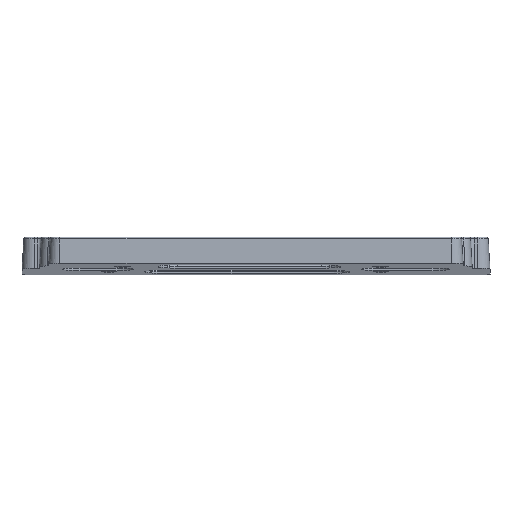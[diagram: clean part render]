
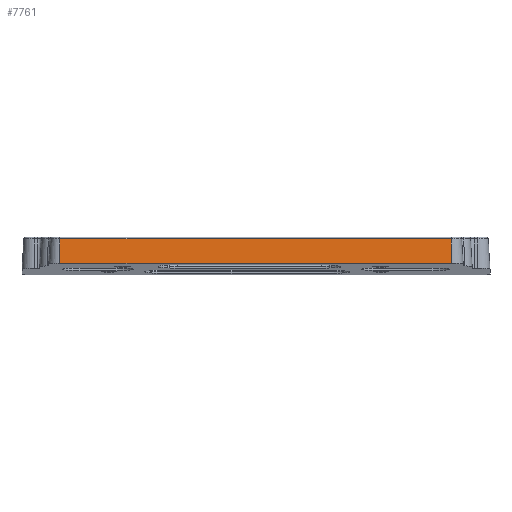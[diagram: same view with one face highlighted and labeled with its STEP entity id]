
A CAD part, front view. The second image highlights one B-rep face of the part: STEP entity #7761.
In plain terms, the highlighted planar face has unit normal (0, -0.998, 0.064).
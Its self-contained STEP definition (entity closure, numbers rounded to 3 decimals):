
#85 = PLANE('',#86);
#86 = AXIS2_PLACEMENT_3D('',#87,#88,#89);
#87 = CARTESIAN_POINT('',(-0.039,1.695,
    -0.119));
#88 = DIRECTION('',(0.,0.07,0.998));
#89 = DIRECTION('',(0.,0.998,-0.07));
#1146 = VERTEX_POINT('',#1147);
#1147 = CARTESIAN_POINT('',(-104.5,-43.893,3.069));
#1162 = B_SPLINE_SURFACE_WITH_KNOTS('',8,1,(
    (#1163,#1164)
    ,(#1165,#1166)
    ,(#1167,#1168)
    ,(#1169,#1170)
    ,(#1171,#1172)
    ,(#1173,#1174)
    ,(#1175,#1176)
    ,(#1177,#1178)
    ,(#1179,#1180
    )),.UNSPECIFIED.,.F.,.F.,.F.,(9,9),(2,2),(3.142,
    4.712),(0.,1.),.PIECEWISE_BEZIER_KNOTS.);
#1163 = CARTESIAN_POINT('',(-109.5,-38.,17.));
#1164 = CARTESIAN_POINT('',(-110.5,-37.907,2.651));
#1165 = CARTESIAN_POINT('',(-109.5,-38.982,17.));
#1166 = CARTESIAN_POINT('',(-110.5,-39.083,
    2.733));
#1167 = CARTESIAN_POINT('',(-109.28,-39.963,
    17.));
#1168 = CARTESIAN_POINT('',(-110.236,-40.258,
    2.815));
#1169 = CARTESIAN_POINT('',(-108.839,-40.888,
    17.));
#1170 = CARTESIAN_POINT('',(-109.707,-41.364,
    2.892));
#1171 = CARTESIAN_POINT('',(-108.196,-41.696,
    17.));
#1172 = CARTESIAN_POINT('',(-108.936,-42.332,
    2.96));
#1173 = CARTESIAN_POINT('',(-107.388,-42.339,
    17.));
#1174 = CARTESIAN_POINT('',(-107.965,-43.102,
    3.014));
#1175 = CARTESIAN_POINT('',(-106.463,-42.78,
    17.));
#1176 = CARTESIAN_POINT('',(-106.856,-43.629,
    3.051));
#1177 = CARTESIAN_POINT('',(-105.482,-43.,17.));
#1178 = CARTESIAN_POINT('',(-105.678,-43.893,
    3.069));
#1179 = CARTESIAN_POINT('',(-104.5,-43.,17.));
#1180 = CARTESIAN_POINT('',(-104.5,-43.893,3.069));
#1188 = EDGE_CURVE('',#1146,#1189,#1191,.T.);
#1189 = VERTEX_POINT('',#1190);
#1190 = CARTESIAN_POINT('',(104.,-43.893,3.069));
#1191 = SURFACE_CURVE('',#1192,(#1196,#1203),.PCURVE_S1.);
#1192 = LINE('',#1193,#1194);
#1193 = CARTESIAN_POINT('',(-104.5,-43.893,3.069));
#1194 = VECTOR('',#1195,1.);
#1195 = DIRECTION('',(1.,0.,0.));
#1196 = PCURVE('',#85,#1197);
#1197 = DEFINITIONAL_REPRESENTATION('',(#1198),#1202);
#1198 = LINE('',#1199,#1200);
#1199 = CARTESIAN_POINT('',(-45.699,104.461));
#1200 = VECTOR('',#1201,1.);
#1201 = DIRECTION('',(0.,-1.));
#1202 = ( GEOMETRIC_REPRESENTATION_CONTEXT(2) 
PARAMETRIC_REPRESENTATION_CONTEXT() REPRESENTATION_CONTEXT('2D SPACE',''
  ) );
#1203 = PCURVE('',#1204,#1209);
#1204 = PLANE('',#1205);
#1205 = AXIS2_PLACEMENT_3D('',#1206,#1207,#1208);
#1206 = CARTESIAN_POINT('',(-104.5,-43.893,3.069));
#1207 = DIRECTION('',(0.,0.998,-0.064));
#1208 = DIRECTION('',(1.,0.,0.));
#1209 = DEFINITIONAL_REPRESENTATION('',(#1210),#1214);
#1210 = LINE('',#1211,#1212);
#1211 = CARTESIAN_POINT('',(0.,0.));
#1212 = VECTOR('',#1213,1.);
#1213 = DIRECTION('',(1.,0.));
#1214 = ( GEOMETRIC_REPRESENTATION_CONTEXT(2) 
PARAMETRIC_REPRESENTATION_CONTEXT() REPRESENTATION_CONTEXT('2D SPACE',''
  ) );
#1233 = B_SPLINE_SURFACE_WITH_KNOTS('',8,1,(
    (#1234,#1235)
    ,(#1236,#1237)
    ,(#1238,#1239)
    ,(#1240,#1241)
    ,(#1242,#1243)
    ,(#1244,#1245)
    ,(#1246,#1247)
    ,(#1248,#1249)
    ,(#1250,#1251
    )),.UNSPECIFIED.,.F.,.F.,.F.,(9,9),(2,2),(4.712,
    6.283),(0.,1.),.PIECEWISE_BEZIER_KNOTS.);
#1234 = CARTESIAN_POINT('',(104.,-43.,17.));
#1235 = CARTESIAN_POINT('',(104.,-43.893,3.069));
#1236 = CARTESIAN_POINT('',(105.08,-43.,17.));
#1237 = CARTESIAN_POINT('',(105.276,-43.893,
    3.069));
#1238 = CARTESIAN_POINT('',(106.16,-42.758,
    17.));
#1239 = CARTESIAN_POINT('',(106.553,-43.607,
    3.049));
#1240 = CARTESIAN_POINT('',(107.176,-42.273,
    17.));
#1241 = CARTESIAN_POINT('',(107.754,-43.036,
    3.009));
#1242 = CARTESIAN_POINT('',(108.066,-41.566,
    17.));
#1243 = CARTESIAN_POINT('',(108.805,-42.202,
    2.951));
#1244 = CARTESIAN_POINT('',(108.773,-40.676,
    17.));
#1245 = CARTESIAN_POINT('',(109.641,-41.153,
    2.878));
#1246 = CARTESIAN_POINT('',(109.258,-39.66,17.));
#1247 = CARTESIAN_POINT('',(110.214,-39.955,
    2.794));
#1248 = CARTESIAN_POINT('',(109.5,-38.58,17.));
#1249 = CARTESIAN_POINT('',(110.5,-38.682,
    2.705));
#1250 = CARTESIAN_POINT('',(109.5,-37.5,17.));
#1251 = CARTESIAN_POINT('',(110.5,-37.409,2.616));
#5081 = CYLINDRICAL_SURFACE('',#5082,1.);
#5082 = AXIS2_PLACEMENT_3D('',#5083,#5084,#5085);
#5083 = CARTESIAN_POINT('',(-104.5,-42.062,16.));
#5084 = DIRECTION('',(1.,0.,0.));
#5085 = DIRECTION('',(0.,-0.998,0.064));
#7594 = EDGE_CURVE('',#7595,#1189,#7597,.T.);
#7595 = VERTEX_POINT('',#7596);
#7596 = CARTESIAN_POINT('',(104.,-43.06,16.064));
#7597 = SURFACE_CURVE('',#7598,(#7601,#7608),.PCURVE_S1.);
#7598 = B_SPLINE_CURVE_WITH_KNOTS('',1,(#7599,#7600),.UNSPECIFIED.,.F.,
  .F.,(2,2),(0.,1.),.PIECEWISE_BEZIER_KNOTS.);
#7599 = CARTESIAN_POINT('',(104.,-43.,17.));
#7600 = CARTESIAN_POINT('',(104.,-43.893,3.069));
#7601 = PCURVE('',#1233,#7602);
#7602 = DEFINITIONAL_REPRESENTATION('',(#7603),#7607);
#7603 = LINE('',#7604,#7605);
#7604 = CARTESIAN_POINT('',(4.712,0.));
#7605 = VECTOR('',#7606,1.);
#7606 = DIRECTION('',(0.,1.));
#7607 = ( GEOMETRIC_REPRESENTATION_CONTEXT(2) 
PARAMETRIC_REPRESENTATION_CONTEXT() REPRESENTATION_CONTEXT('2D SPACE',''
  ) );
#7608 = PCURVE('',#1204,#7609);
#7609 = DEFINITIONAL_REPRESENTATION('',(#7610),#7613);
#7610 = B_SPLINE_CURVE_WITH_KNOTS('',1,(#7611,#7612),.UNSPECIFIED.,.F.,
  .F.,(2,2),(0.,1.),.PIECEWISE_BEZIER_KNOTS.);
#7611 = CARTESIAN_POINT('',(208.5,-13.959));
#7612 = CARTESIAN_POINT('',(208.5,0.));
#7613 = ( GEOMETRIC_REPRESENTATION_CONTEXT(2) 
PARAMETRIC_REPRESENTATION_CONTEXT() REPRESENTATION_CONTEXT('2D SPACE',''
  ) );
#7761 = ADVANCED_FACE('',(#7762),#1204,.F.);
#7762 = FACE_BOUND('',#7763,.F.);
#7763 = EDGE_LOOP('',(#7764,#7765,#7766,#7787));
#7764 = ORIENTED_EDGE('',*,*,#7594,.T.);
#7765 = ORIENTED_EDGE('',*,*,#1188,.F.);
#7766 = ORIENTED_EDGE('',*,*,#7767,.F.);
#7767 = EDGE_CURVE('',#7768,#1146,#7770,.T.);
#7768 = VERTEX_POINT('',#7769);
#7769 = CARTESIAN_POINT('',(-104.5,-43.06,16.064));
#7770 = SURFACE_CURVE('',#7771,(#7774,#7780),.PCURVE_S1.);
#7771 = B_SPLINE_CURVE_WITH_KNOTS('',1,(#7772,#7773),.UNSPECIFIED.,.F.,
  .F.,(2,2),(0.,1.),.PIECEWISE_BEZIER_KNOTS.);
#7772 = CARTESIAN_POINT('',(-104.5,-43.,17.));
#7773 = CARTESIAN_POINT('',(-104.5,-43.893,3.069));
#7774 = PCURVE('',#1204,#7775);
#7775 = DEFINITIONAL_REPRESENTATION('',(#7776),#7779);
#7776 = B_SPLINE_CURVE_WITH_KNOTS('',1,(#7777,#7778),.UNSPECIFIED.,.F.,
  .F.,(2,2),(0.,1.),.PIECEWISE_BEZIER_KNOTS.);
#7777 = CARTESIAN_POINT('',(0.,-13.959));
#7778 = CARTESIAN_POINT('',(0.,0.));
#7779 = ( GEOMETRIC_REPRESENTATION_CONTEXT(2) 
PARAMETRIC_REPRESENTATION_CONTEXT() REPRESENTATION_CONTEXT('2D SPACE',''
  ) );
#7780 = PCURVE('',#1162,#7781);
#7781 = DEFINITIONAL_REPRESENTATION('',(#7782),#7786);
#7782 = LINE('',#7783,#7784);
#7783 = CARTESIAN_POINT('',(4.712,0.));
#7784 = VECTOR('',#7785,1.);
#7785 = DIRECTION('',(0.,1.));
#7786 = ( GEOMETRIC_REPRESENTATION_CONTEXT(2) 
PARAMETRIC_REPRESENTATION_CONTEXT() REPRESENTATION_CONTEXT('2D SPACE',''
  ) );
#7787 = ORIENTED_EDGE('',*,*,#7788,.T.);
#7788 = EDGE_CURVE('',#7768,#7595,#7789,.T.);
#7789 = SURFACE_CURVE('',#7790,(#7794,#7801),.PCURVE_S1.);
#7790 = LINE('',#7791,#7792);
#7791 = CARTESIAN_POINT('',(-104.5,-43.06,16.064));
#7792 = VECTOR('',#7793,1.);
#7793 = DIRECTION('',(1.,0.,0.));
#7794 = PCURVE('',#1204,#7795);
#7795 = DEFINITIONAL_REPRESENTATION('',(#7796),#7800);
#7796 = LINE('',#7797,#7798);
#7797 = CARTESIAN_POINT('',(0.,-13.021));
#7798 = VECTOR('',#7799,1.);
#7799 = DIRECTION('',(1.,0.));
#7800 = ( GEOMETRIC_REPRESENTATION_CONTEXT(2) 
PARAMETRIC_REPRESENTATION_CONTEXT() REPRESENTATION_CONTEXT('2D SPACE',''
  ) );
#7801 = PCURVE('',#5081,#7802);
#7802 = DEFINITIONAL_REPRESENTATION('',(#7803),#7807);
#7803 = LINE('',#7804,#7805);
#7804 = CARTESIAN_POINT('',(-0.,0.));
#7805 = VECTOR('',#7806,1.);
#7806 = DIRECTION('',(-0.,1.));
#7807 = ( GEOMETRIC_REPRESENTATION_CONTEXT(2) 
PARAMETRIC_REPRESENTATION_CONTEXT() REPRESENTATION_CONTEXT('2D SPACE',''
  ) );
